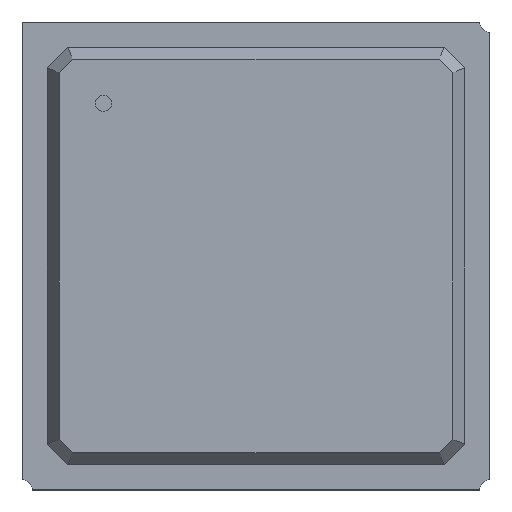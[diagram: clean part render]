
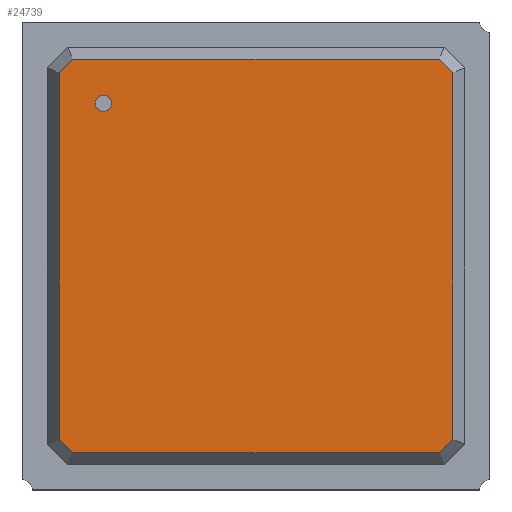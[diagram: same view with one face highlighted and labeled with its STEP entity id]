
A CAD part, top view. The second image highlights one B-rep face of the part: STEP entity #24739.
In plain terms, the highlighted planar face has unit normal (0, 0, 1).
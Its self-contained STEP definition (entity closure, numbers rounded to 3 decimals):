
#708 = VECTOR ( 'NONE', #14344, 1000. ) ;
#710 = CARTESIAN_POINT ( 'NONE',  ( -9.011, -9.673, 2.2 ) ) ;
#806 = EDGE_CURVE ( 'NONE', #14066, #5554, #16589, .T. ) ;
#1070 = CARTESIAN_POINT ( 'NONE',  ( -9.25, 9.673, 2.2 ) ) ;
#1498 = LINE ( 'NONE', #4350, #24827 ) ;
#1561 = CARTESIAN_POINT ( 'NONE',  ( 0., 0., 2.2 ) ) ;
#1732 = EDGE_CURVE ( 'NONE', #5554, #14066, #20600, .T. ) ;
#2058 = CARTESIAN_POINT ( 'NONE',  ( -9.673, 9.25, 2.2 ) ) ;
#2493 = VERTEX_POINT ( 'NONE', #710 ) ;
#2561 = VECTOR ( 'NONE', #8248, 1000. ) ;
#2628 = AXIS2_PLACEMENT_3D ( 'NONE', #15225, #6805, #8776 ) ;
#2889 = EDGE_CURVE ( 'NONE', #13272, #19299, #1498, .T. ) ;
#2917 = ORIENTED_EDGE ( 'NONE', *, *, #806, .F. ) ;
#3137 = DIRECTION ( 'NONE',  ( 1., 0., 0. ) ) ;
#3917 = DIRECTION ( 'NONE',  ( 0.707, 0.707, 0. ) ) ;
#3956 = VECTOR ( 'NONE', #3137, 1000. ) ;
#4153 = CARTESIAN_POINT ( 'NONE',  ( -8.842, 9.842, 2.2 ) ) ;
#4350 = CARTESIAN_POINT ( 'NONE',  ( 9.673, 9.25, 2.2 ) ) ;
#4569 = DIRECTION ( 'NONE',  ( 0., -1., 0. ) ) ;
#5554 = VERTEX_POINT ( 'NONE', #6026 ) ;
#6026 = CARTESIAN_POINT ( 'NONE',  ( -7.5, 7.9, 2.2 ) ) ;
#6805 = DIRECTION ( 'NONE',  ( 0., 0., 1. ) ) ;
#7306 = CARTESIAN_POINT ( 'NONE',  ( -9.842, -8.842, 2.2 ) ) ;
#8248 = DIRECTION ( 'NONE',  ( 0., -1., 0. ) ) ;
#8726 = EDGE_CURVE ( 'NONE', #15273, #9970, #26863, .T. ) ;
#8776 = DIRECTION ( 'NONE',  ( 0., -1., 0. ) ) ;
#9215 = ORIENTED_EDGE ( 'NONE', *, *, #22767, .T. ) ;
#9405 = DIRECTION ( 'NONE',  ( 0.707, -0.707, 0. ) ) ;
#9462 = CARTESIAN_POINT ( 'NONE',  ( 9.011, -9.673, 2.2 ) ) ;
#9970 = VERTEX_POINT ( 'NONE', #13878 ) ;
#10376 = DIRECTION ( 'NONE',  ( -1., 0., 0. ) ) ;
#10427 = EDGE_CURVE ( 'NONE', #2493, #11995, #18777, .T. ) ;
#10816 = DIRECTION ( 'NONE',  ( -0.707, -0.707, 0. ) ) ;
#11432 = ORIENTED_EDGE ( 'NONE', *, *, #26308, .T. ) ;
#11513 = CARTESIAN_POINT ( 'NONE',  ( -9.25, -9.673, 2.2 ) ) ;
#11995 = VERTEX_POINT ( 'NONE', #9462 ) ;
#12236 = EDGE_CURVE ( 'NONE', #11995, #13272, #18980, .T. ) ;
#13055 = DIRECTION ( 'NONE',  ( 0., 0., 1. ) ) ;
#13140 = EDGE_CURVE ( 'NONE', #16926, #2493, #17201, .T. ) ;
#13272 = VERTEX_POINT ( 'NONE', #18465 ) ;
#13878 = CARTESIAN_POINT ( 'NONE',  ( -9.673, 9.011, 2.2 ) ) ;
#14066 = VERTEX_POINT ( 'NONE', #20215 ) ;
#14260 = CARTESIAN_POINT ( 'NONE',  ( 8.842, 9.842, 2.2 ) ) ;
#14344 = DIRECTION ( 'NONE',  ( -0.707, 0.707, 0. ) ) ;
#15225 = CARTESIAN_POINT ( 'NONE',  ( -7.5, 7.5, 2.2 ) ) ;
#15273 = VERTEX_POINT ( 'NONE', #18222 ) ;
#15337 = EDGE_LOOP ( 'NONE', ( #18357, #18014, #18045, #11432, #18704, #19144, #9215, #17713 ) ) ;
#15470 = VECTOR ( 'NONE', #10376, 1000. ) ;
#16328 = AXIS2_PLACEMENT_3D ( 'NONE', #1561, #25460, #25837 ) ;
#16438 = CARTESIAN_POINT ( 'NONE',  ( 9.842, -8.842, 2.2 ) ) ;
#16589 = CIRCLE ( 'NONE', #2628, 0.4 ) ;
#16632 = VECTOR ( 'NONE', #10816, 1000. ) ;
#16926 = VERTEX_POINT ( 'NONE', #20753 ) ;
#17201 = LINE ( 'NONE', #7306, #18570 ) ;
#17249 = DIRECTION ( 'NONE',  ( 0., 1., 0. ) ) ;
#17286 = CARTESIAN_POINT ( 'NONE',  ( -7.5, 7.5, 2.2 ) ) ;
#17562 = LINE ( 'NONE', #14260, #708 ) ;
#17713 = ORIENTED_EDGE ( 'NONE', *, *, #13140, .T. ) ;
#17750 = ORIENTED_EDGE ( 'NONE', *, *, #1732, .F. ) ;
#17836 = EDGE_LOOP ( 'NONE', ( #2917, #17750 ) ) ;
#18014 = ORIENTED_EDGE ( 'NONE', *, *, #12236, .T. ) ;
#18045 = ORIENTED_EDGE ( 'NONE', *, *, #2889, .T. ) ;
#18166 = CARTESIAN_POINT ( 'NONE',  ( 9.011, 9.673, 2.2 ) ) ;
#18222 = CARTESIAN_POINT ( 'NONE',  ( -9.011, 9.673, 2.2 ) ) ;
#18357 = ORIENTED_EDGE ( 'NONE', *, *, #10427, .T. ) ;
#18465 = CARTESIAN_POINT ( 'NONE',  ( 9.673, -9.011, 2.2 ) ) ;
#18570 = VECTOR ( 'NONE', #9405, 1000. ) ;
#18704 = ORIENTED_EDGE ( 'NONE', *, *, #27353, .T. ) ;
#18777 = LINE ( 'NONE', #11513, #3956 ) ;
#18980 = LINE ( 'NONE', #16438, #27127 ) ;
#19097 = LINE ( 'NONE', #2058, #2561 ) ;
#19144 = ORIENTED_EDGE ( 'NONE', *, *, #8726, .T. ) ;
#19299 = VERTEX_POINT ( 'NONE', #19560 ) ;
#19560 = CARTESIAN_POINT ( 'NONE',  ( 9.673, 9.011, 2.2 ) ) ;
#20215 = CARTESIAN_POINT ( 'NONE',  ( -7.5, 7.1, 2.2 ) ) ;
#20600 = CIRCLE ( 'NONE', #24213, 0.4 ) ;
#20753 = CARTESIAN_POINT ( 'NONE',  ( -9.673, -9.011, 2.2 ) ) ;
#20909 = PLANE ( 'NONE',  #16328 ) ;
#20963 = FACE_BOUND ( 'NONE', #17836, .T. ) ;
#22767 = EDGE_CURVE ( 'NONE', #9970, #16926, #19097, .T. ) ;
#24180 = VERTEX_POINT ( 'NONE', #18166 ) ;
#24213 = AXIS2_PLACEMENT_3D ( 'NONE', #17286, #13055, #4569 ) ;
#24739 = ADVANCED_FACE ( 'NONE', ( #20963, #26060 ), #20909, .T. ) ;
#24827 = VECTOR ( 'NONE', #17249, 1000. ) ;
#24951 = LINE ( 'NONE', #1070, #15470 ) ;
#25460 = DIRECTION ( 'NONE',  ( 0., 0., 1. ) ) ;
#25837 = DIRECTION ( 'NONE',  ( 0., -1., 0. ) ) ;
#26060 = FACE_OUTER_BOUND ( 'NONE', #15337, .T. ) ;
#26308 = EDGE_CURVE ( 'NONE', #19299, #24180, #17562, .T. ) ;
#26863 = LINE ( 'NONE', #4153, #16632 ) ;
#27127 = VECTOR ( 'NONE', #3917, 1000. ) ;
#27353 = EDGE_CURVE ( 'NONE', #24180, #15273, #24951, .T. ) ;
